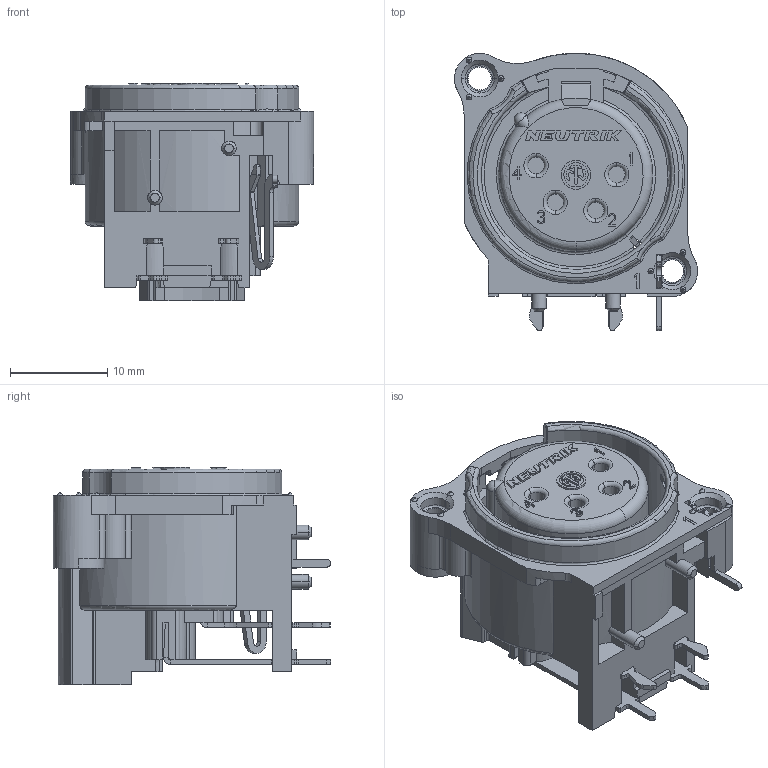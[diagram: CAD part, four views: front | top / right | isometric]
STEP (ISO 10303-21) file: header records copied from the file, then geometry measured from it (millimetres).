
FILE_DESCRIPTION((''),'2;1');
FILE_NAME('30011854','2024-12-11T08:21:15',('SYSTEM'),(''),'CREO PARAMETRIC BY PTC INC, 2023424','CREO PARAMETRIC BY PTC INC, 2023424','');
FILE_SCHEMA(('CONFIG_CONTROL_DESIGN'));
Length unit declared in the file: millimetre
Products named in the file (1): 30011854
Bounding box: 25 x 28.51 x 22.4 mm (x, y, z)
Volume: 5713.5 mm3; surface area: 5615.7 mm2
Topology: 1 solids, 4 shells, 1067 faces, 3013 edges, 1934 vertices
Faces by surface type: plane 675, cylinder 268, torus 46, cone 44, bspline 20, sphere 12, extrusion 2
Entity records: 36018 total; most frequent: CARTESIAN_POINT 8476, ORIENTED_EDGE 6016, DIRECTION 5462, EDGE_CURVE 3008, VECTOR 2022, LINE 2020, VERTEX_POINT 1932, AXIS2_PLACEMENT_3D 1720
